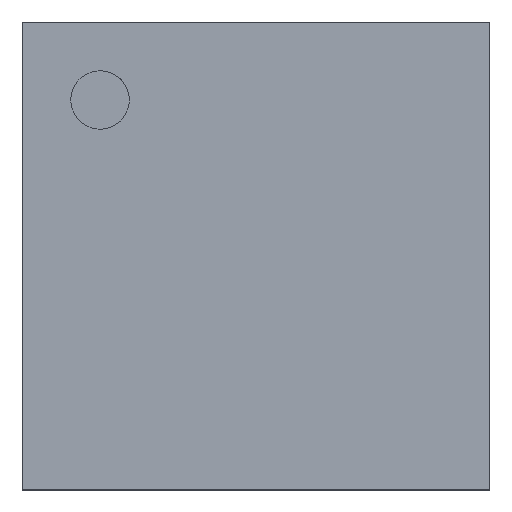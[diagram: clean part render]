
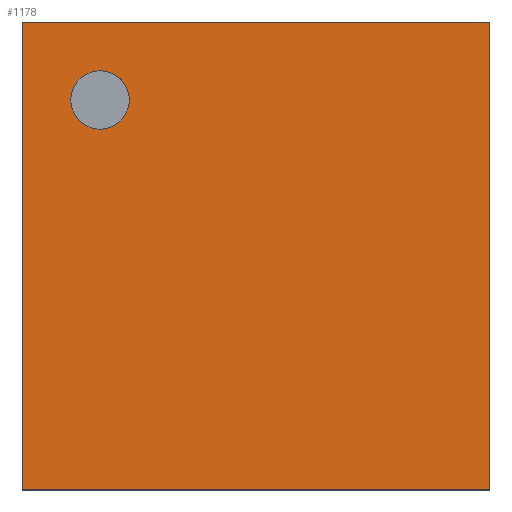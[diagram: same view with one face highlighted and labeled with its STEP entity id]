
A CAD part, top view. The second image highlights one B-rep face of the part: STEP entity #1178.
In plain terms, the highlighted planar face has unit normal (0, 0, 1).
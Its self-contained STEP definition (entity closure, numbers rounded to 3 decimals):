
#36 = CARTESIAN_POINT ( 'NONE',  ( 0.625, 5., 0.95 ) ) ;
#42 = EDGE_LOOP ( 'NONE', ( #766, #584, #762, #166 ) ) ;
#47 = CARTESIAN_POINT ( 'NONE',  ( 0., 0., 0.95 ) ) ;
#91 = LINE ( 'NONE', #1182, #178 ) ;
#109 = DIRECTION ( 'NONE',  ( 1., 0., 0. ) ) ;
#119 = CIRCLE ( 'NONE', #1362, 0.375 ) ;
#125 = DIRECTION ( 'NONE',  ( 0., 0., -1. ) ) ;
#166 = ORIENTED_EDGE ( 'NONE', *, *, #446, .T. ) ;
#178 = VECTOR ( 'NONE', #470, 1000. ) ;
#186 = ORIENTED_EDGE ( 'NONE', *, *, #1102, .T. ) ;
#195 = CARTESIAN_POINT ( 'NONE',  ( 6., 6., 0.95 ) ) ;
#224 = CARTESIAN_POINT ( 'NONE',  ( 0., 6., 0.95 ) ) ;
#234 = LINE ( 'NONE', #355, #774 ) ;
#256 = CARTESIAN_POINT ( 'NONE',  ( 1., 5., 0.95 ) ) ;
#294 = CIRCLE ( 'NONE', #876, 0.375 ) ;
#355 = CARTESIAN_POINT ( 'NONE',  ( 6., 0., 0.95 ) ) ;
#382 = FACE_BOUND ( 'NONE', #1471, .T. ) ;
#400 = EDGE_CURVE ( 'NONE', #1387, #797, #119, .T. ) ;
#403 = CARTESIAN_POINT ( 'NONE',  ( 0., 0., 0.95 ) ) ;
#421 = VERTEX_POINT ( 'NONE', #1437 ) ;
#446 = EDGE_CURVE ( 'NONE', #421, #956, #1367, .T. ) ;
#451 = CARTESIAN_POINT ( 'NONE',  ( 1., 5., 0.95 ) ) ;
#470 = DIRECTION ( 'NONE',  ( 0., -1., 0. ) ) ;
#477 = DIRECTION ( 'NONE',  ( 1., 0., 0. ) ) ;
#553 = VECTOR ( 'NONE', #722, 1000. ) ;
#584 = ORIENTED_EDGE ( 'NONE', *, *, #877, .F. ) ;
#611 = AXIS2_PLACEMENT_3D ( 'NONE', #47, #1013, #776 ) ;
#719 = PLANE ( 'NONE',  #611 ) ;
#722 = DIRECTION ( 'NONE',  ( 1., 0., 0. ) ) ;
#762 = ORIENTED_EDGE ( 'NONE', *, *, #1056, .T. ) ;
#766 = ORIENTED_EDGE ( 'NONE', *, *, #1129, .F. ) ;
#774 = VECTOR ( 'NONE', #1077, 1000. ) ;
#776 = DIRECTION ( 'NONE',  ( 1., 0., 0. ) ) ;
#797 = VERTEX_POINT ( 'NONE', #36 ) ;
#876 = AXIS2_PLACEMENT_3D ( 'NONE', #451, #921, #109 ) ;
#877 = EDGE_CURVE ( 'NONE', #1096, #1397, #1097, .T. ) ;
#907 = ORIENTED_EDGE ( 'NONE', *, *, #400, .T. ) ;
#921 = DIRECTION ( 'NONE',  ( 0., 0., -1. ) ) ;
#950 = FACE_OUTER_BOUND ( 'NONE', #42, .T. ) ;
#956 = VERTEX_POINT ( 'NONE', #1031 ) ;
#977 = VECTOR ( 'NONE', #1339, 1000. ) ;
#1013 = DIRECTION ( 'NONE',  ( 0., 0., 1. ) ) ;
#1031 = CARTESIAN_POINT ( 'NONE',  ( 6., 0., 0.95 ) ) ;
#1056 = EDGE_CURVE ( 'NONE', #1096, #421, #91, .T. ) ;
#1077 = DIRECTION ( 'NONE',  ( 0., -1., 0. ) ) ;
#1096 = VERTEX_POINT ( 'NONE', #224 ) ;
#1097 = LINE ( 'NONE', #1450, #553 ) ;
#1102 = EDGE_CURVE ( 'NONE', #797, #1387, #294, .T. ) ;
#1129 = EDGE_CURVE ( 'NONE', #1397, #956, #234, .T. ) ;
#1178 = ADVANCED_FACE ( 'NONE', ( #382, #950 ), #719, .T. ) ;
#1182 = CARTESIAN_POINT ( 'NONE',  ( 0., 0., 0.95 ) ) ;
#1252 = CARTESIAN_POINT ( 'NONE',  ( 1.375, 5., 0.95 ) ) ;
#1339 = DIRECTION ( 'NONE',  ( 1., 0., 0. ) ) ;
#1362 = AXIS2_PLACEMENT_3D ( 'NONE', #256, #125, #477 ) ;
#1367 = LINE ( 'NONE', #403, #977 ) ;
#1387 = VERTEX_POINT ( 'NONE', #1252 ) ;
#1397 = VERTEX_POINT ( 'NONE', #195 ) ;
#1437 = CARTESIAN_POINT ( 'NONE',  ( 0., 0., 0.95 ) ) ;
#1450 = CARTESIAN_POINT ( 'NONE',  ( 0., 6., 0.95 ) ) ;
#1471 = EDGE_LOOP ( 'NONE', ( #907, #186 ) ) ;
